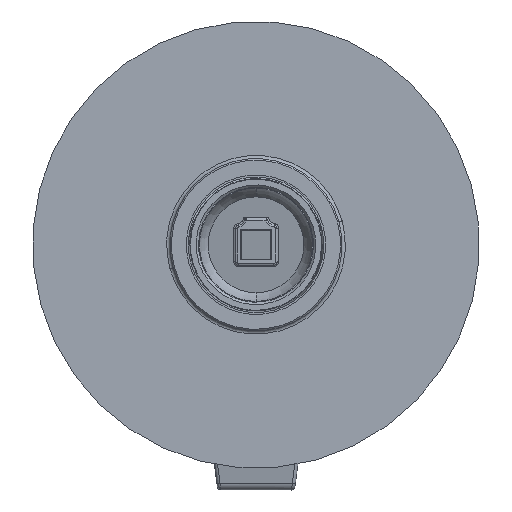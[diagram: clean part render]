
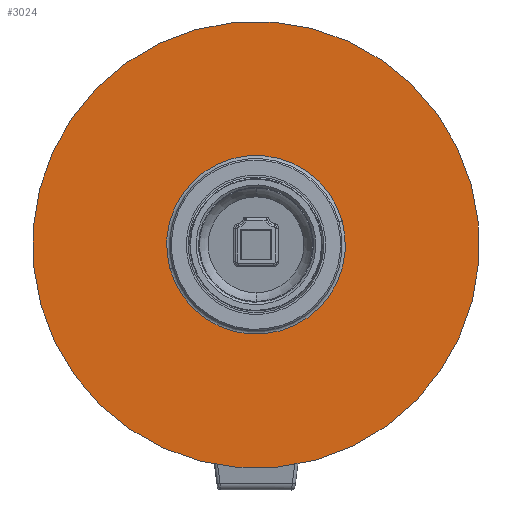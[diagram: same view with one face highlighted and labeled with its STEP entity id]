
A CAD part, front view. The second image highlights one B-rep face of the part: STEP entity #3024.
In plain terms, the highlighted planar face has unit normal (0, -1, 0).
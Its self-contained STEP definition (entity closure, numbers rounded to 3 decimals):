
#59 = CARTESIAN_POINT ( 'NONE',  ( 0., 0., 0. ) ) ;
#388 = ORIENTED_EDGE ( 'NONE', *, *, #4751, .F. ) ;
#428 = DIRECTION ( 'NONE',  ( 0., 1., 0. ) ) ;
#496 = CARTESIAN_POINT ( 'NONE',  ( 0., 0., 28. ) ) ;
#710 = CARTESIAN_POINT ( 'NONE',  ( 0., 0., 0. ) ) ;
#815 = CARTESIAN_POINT ( 'NONE',  ( 0., 0., -28. ) ) ;
#950 = DIRECTION ( 'NONE',  ( 0., 1., 0. ) ) ;
#1044 = DIRECTION ( 'NONE',  ( 0., 0., 1. ) ) ;
#1111 = DIRECTION ( 'NONE',  ( 0., 0., 1. ) ) ;
#1353 = CARTESIAN_POINT ( 'NONE',  ( 0., 0., 0. ) ) ;
#1428 = CARTESIAN_POINT ( 'NONE',  ( 0., 0., 0. ) ) ;
#1431 = CIRCLE ( 'NONE', #2555, 70. ) ;
#1590 = EDGE_CURVE ( 'NONE', #3435, #3847, #3324, .T. ) ;
#1690 = AXIS2_PLACEMENT_3D ( 'NONE', #6018, #3117, #5615 ) ;
#1867 = FACE_BOUND ( 'NONE', #1986, .T. ) ;
#1935 = AXIS2_PLACEMENT_3D ( 'NONE', #1353, #428, #3333 ) ;
#1979 = PLANE ( 'NONE',  #4763 ) ;
#1986 = EDGE_LOOP ( 'NONE', ( #5629, #5031 ) ) ;
#1992 = AXIS2_PLACEMENT_3D ( 'NONE', #710, #4606, #2168 ) ;
#2168 = DIRECTION ( 'NONE',  ( 0., 0., 1. ) ) ;
#2514 = CIRCLE ( 'NONE', #1992, 70. ) ;
#2555 = AXIS2_PLACEMENT_3D ( 'NONE', #1428, #950, #1111 ) ;
#3024 = ADVANCED_FACE ( 'NONE', ( #1867, #4227 ), #1979, .F. ) ;
#3117 = DIRECTION ( 'NONE',  ( 0., 1., 0. ) ) ;
#3324 = CIRCLE ( 'NONE', #1935, 28. ) ;
#3333 = DIRECTION ( 'NONE',  ( 0., 0., 1. ) ) ;
#3435 = VERTEX_POINT ( 'NONE', #815 ) ;
#3833 = ORIENTED_EDGE ( 'NONE', *, *, #4788, .F. ) ;
#3847 = VERTEX_POINT ( 'NONE', #496 ) ;
#3871 = EDGE_CURVE ( 'NONE', #3847, #3435, #5416, .T. ) ;
#3872 = DIRECTION ( 'NONE',  ( 0., 1., 0. ) ) ;
#4227 = FACE_OUTER_BOUND ( 'NONE', #4615, .T. ) ;
#4433 = CARTESIAN_POINT ( 'NONE',  ( 0., 0., 70. ) ) ;
#4469 = VERTEX_POINT ( 'NONE', #4433 ) ;
#4606 = DIRECTION ( 'NONE',  ( 0., 1., 0. ) ) ;
#4615 = EDGE_LOOP ( 'NONE', ( #388, #3833 ) ) ;
#4751 = EDGE_CURVE ( 'NONE', #5844, #4469, #1431, .T. ) ;
#4763 = AXIS2_PLACEMENT_3D ( 'NONE', #59, #3872, #1044 ) ;
#4781 = CARTESIAN_POINT ( 'NONE',  ( 0., 0., -70. ) ) ;
#4788 = EDGE_CURVE ( 'NONE', #4469, #5844, #2514, .T. ) ;
#5031 = ORIENTED_EDGE ( 'NONE', *, *, #1590, .T. ) ;
#5416 = CIRCLE ( 'NONE', #1690, 28. ) ;
#5615 = DIRECTION ( 'NONE',  ( 0., 0., 1. ) ) ;
#5629 = ORIENTED_EDGE ( 'NONE', *, *, #3871, .T. ) ;
#5844 = VERTEX_POINT ( 'NONE', #4781 ) ;
#6018 = CARTESIAN_POINT ( 'NONE',  ( 0., 0., 0. ) ) ;
